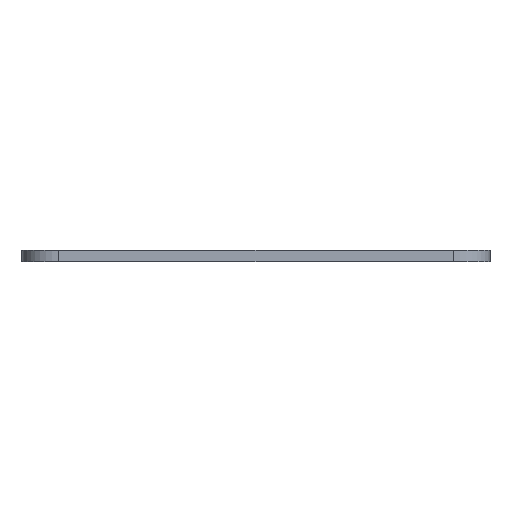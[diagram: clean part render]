
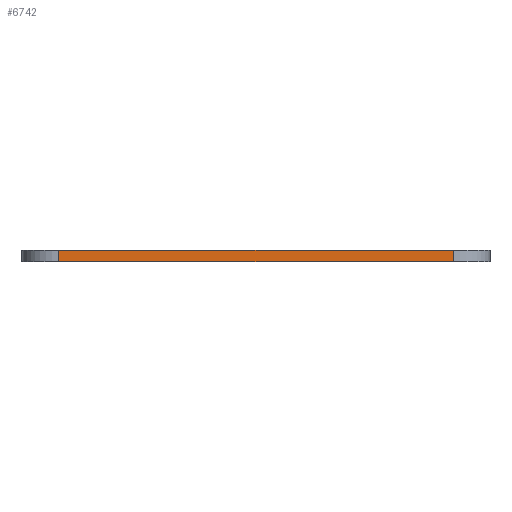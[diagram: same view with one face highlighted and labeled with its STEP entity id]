
A CAD part, front view. The second image highlights one B-rep face of the part: STEP entity #6742.
In plain terms, the highlighted planar face has unit normal (0, -1, 0).
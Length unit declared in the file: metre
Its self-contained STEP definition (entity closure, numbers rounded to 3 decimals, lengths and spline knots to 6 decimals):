
#866=ORIENTED_EDGE('',*,*,#2938,.F.);
#867=ORIENTED_EDGE('',*,*,#2939,.T.);
#868=ORIENTED_EDGE('',*,*,#2761,.T.);
#869=ORIENTED_EDGE('',*,*,#2940,.T.);
#2761=EDGE_CURVE('',#3799,#3798,#4424,.T.);
#2938=EDGE_CURVE('',#3973,#3974,#4529,.T.);
#2939=EDGE_CURVE('',#3973,#3799,#4530,.T.);
#2940=EDGE_CURVE('',#3798,#3974,#4531,.F.);
#3798=VERTEX_POINT('',#9194);
#3799=VERTEX_POINT('',#9196);
#3973=VERTEX_POINT('',#9628);
#3974=VERTEX_POINT('',#9629);
#4424=LINE('',#9195,#5093);
#4529=LINE('',#9627,#5198);
#4530=LINE('',#9630,#5199);
#4531=LINE('',#9631,#5200);
#5093=VECTOR('',#7568,1.);
#5198=VECTOR('',#7745,1.);
#5199=VECTOR('',#7746,1.);
#5200=VECTOR('',#7747,1.);
#5736=EDGE_LOOP('',(#866,#867,#868,#869));
#6157=FACE_BOUND('',#5736,.T.);
#6552=PLANE('',#7179);
#6742=ADVANCED_FACE('',(#6157),#6552,.F.);
#7179=AXIS2_PLACEMENT_3D('',#9626,#7743,#7744);
#7568=DIRECTION('',(1.,0.,0.));
#7743=DIRECTION('',(0.,1.,0.));
#7744=DIRECTION('',(0.,0.,1.));
#7745=DIRECTION('',(1.,0.,0.));
#7746=DIRECTION('',(0.,0.,-1.));
#7747=DIRECTION('',(0.,0.,-1.));
#9194=CARTESIAN_POINT('',(0.026319,-0.031436,0.));
#9195=CARTESIAN_POINT('',(-0.000431,-0.031436,0.));
#9196=CARTESIAN_POINT('',(-0.027181,-0.031436,0.));
#9626=CARTESIAN_POINT('',(-0.000431,-0.031436,0.0015));
#9627=CARTESIAN_POINT('',(-0.000431,-0.031436,0.0015));
#9628=CARTESIAN_POINT('',(-0.027181,-0.031436,0.0015));
#9629=CARTESIAN_POINT('',(0.026319,-0.031436,0.0015));
#9630=CARTESIAN_POINT('',(-0.027181,-0.031436,0.0015));
#9631=CARTESIAN_POINT('',(0.026319,-0.031436,0.0015));
